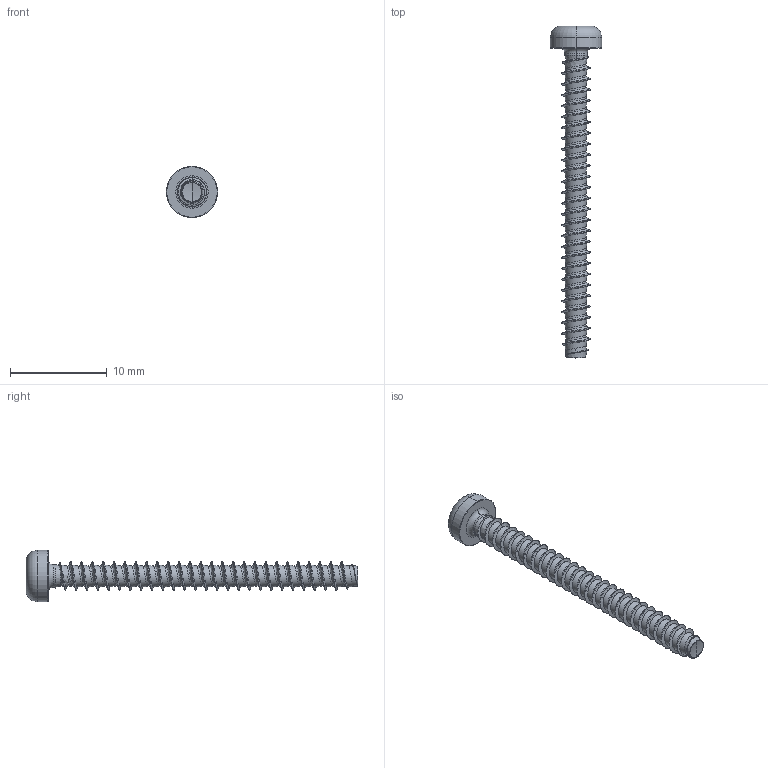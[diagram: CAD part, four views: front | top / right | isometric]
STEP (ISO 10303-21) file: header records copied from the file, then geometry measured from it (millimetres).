
FILE_DESCRIPTION (( 'STEP AP203' ), '1' );
FILE_NAME ('STP390300320.STEP', '2020-09-22T15:07:52', ( '' ), ( '' ), 'SwSTEP 2.0', 'SolidWorks 2015', '' );
FILE_SCHEMA (( 'CONFIG_CONTROL_DESIGN' ));
Length unit declared in the file: millimetre
Products named in the file (2): STP390300320
Bounding box: 5.3 x 34.3 x 5.3 mm (x, y, z)
Volume: 170.3 mm3; surface area: 437 mm2
Topology: 1 solids, 1 shells, 137 faces, 359 edges, 224 vertices
Faces by surface type: cylinder 80, bspline 35, cone 10, torus 6, sphere 4, plane 2
Entity records: 34628 total; most frequent: CARTESIAN_POINT 31670, ORIENTED_EDGE 714, DIRECTION 422, EDGE_CURVE 357, VERTEX_POINT 224, AXIS2_PLACEMENT_3D 164, B_SPLINE_CURVE_WITH_KNOTS 147, EDGE_LOOP 139
